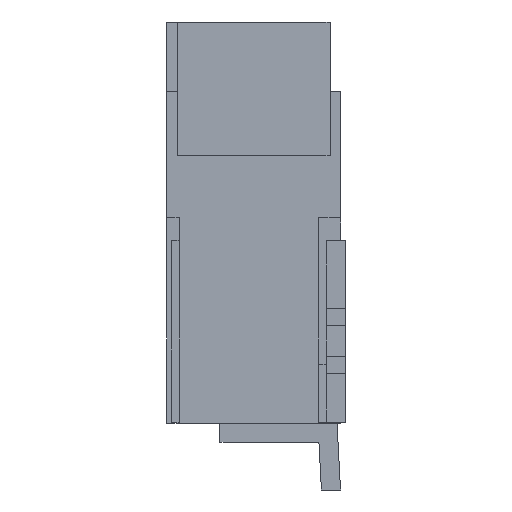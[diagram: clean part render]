
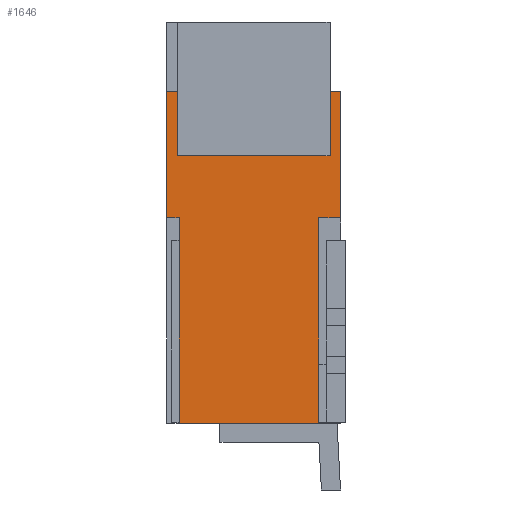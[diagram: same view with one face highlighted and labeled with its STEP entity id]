
A CAD part, left-side view. The second image highlights one B-rep face of the part: STEP entity #1646.
In plain terms, the highlighted planar face has unit normal (-1, 0, 0).
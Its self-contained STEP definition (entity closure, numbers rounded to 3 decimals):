
#251 = ORIENTED_EDGE ( 'NONE', *, *, #10974, .T. ) ;
#334 = EDGE_CURVE ( 'NONE', #1313, #11239, #7160, .T. ) ;
#664 = EDGE_CURVE ( 'NONE', #15243, #16045, #15509, .T. ) ;
#1088 = LINE ( 'NONE', #11452, #1298 ) ;
#1298 = VECTOR ( 'NONE', #7622, 1000. ) ;
#1313 = VERTEX_POINT ( 'NONE', #10162 ) ;
#1320 = CARTESIAN_POINT ( 'NONE',  ( 0., 1.82, -0.73 ) ) ;
#1646 = ADVANCED_FACE ( 'NONE', ( #11604 ), #13974, .F. ) ;
#1747 = DIRECTION ( 'NONE',  ( 0., 1., 0. ) ) ;
#1822 = CARTESIAN_POINT ( 'NONE',  ( 0., 1.82, -2.05 ) ) ;
#2141 = EDGE_LOOP ( 'NONE', ( #16328, #16016, #6641, #251, #9227, #15923, #3828, #16589 ) ) ;
#2419 = DIRECTION ( 'NONE',  ( 0., 1., 0. ) ) ;
#3019 = LINE ( 'NONE', #1822, #15324 ) ;
#3275 = VERTEX_POINT ( 'NONE', #12671 ) ;
#3626 = VECTOR ( 'NONE', #11965, 1000. ) ;
#3828 = ORIENTED_EDGE ( 'NONE', *, *, #12007, .F. ) ;
#3867 = DIRECTION ( 'NONE',  ( 0., 0., -1. ) ) ;
#4324 = VECTOR ( 'NONE', #3867, 1000. ) ;
#4487 = EDGE_CURVE ( 'NONE', #4729, #3275, #7741, .T. ) ;
#4570 = VECTOR ( 'NONE', #6469, 1000. ) ;
#4729 = VERTEX_POINT ( 'NONE', #4753 ) ;
#4753 = CARTESIAN_POINT ( 'NONE',  ( 0., 0., -2.05 ) ) ;
#4866 = AXIS2_PLACEMENT_3D ( 'NONE', #12534, #14234, #2419 ) ;
#5107 = LINE ( 'NONE', #14294, #4570 ) ;
#5421 = EDGE_CURVE ( 'NONE', #1313, #15096, #8882, .T. ) ;
#6142 = EDGE_CURVE ( 'NONE', #4729, #15096, #6606, .T. ) ;
#6426 = DIRECTION ( 'NONE',  ( 0., 0., 1. ) ) ;
#6469 = DIRECTION ( 'NONE',  ( 0., 0., 1. ) ) ;
#6536 = VERTEX_POINT ( 'NONE', #10660 ) ;
#6606 = LINE ( 'NONE', #13236, #3626 ) ;
#6641 = ORIENTED_EDGE ( 'NONE', *, *, #4487, .T. ) ;
#6956 = CARTESIAN_POINT ( 'NONE',  ( 0., 0.23, -2.05 ) ) ;
#7160 = LINE ( 'NONE', #8193, #15145 ) ;
#7622 = DIRECTION ( 'NONE',  ( 0., 1., 0. ) ) ;
#7741 = LINE ( 'NONE', #11399, #11772 ) ;
#8193 = CARTESIAN_POINT ( 'NONE',  ( 0., 0.23, -4.2 ) ) ;
#8859 = CARTESIAN_POINT ( 'NONE',  ( 0., 1.82, -2.05 ) ) ;
#8882 = LINE ( 'NONE', #15174, #13151 ) ;
#9227 = ORIENTED_EDGE ( 'NONE', *, *, #664, .T. ) ;
#10162 = CARTESIAN_POINT ( 'NONE',  ( 0., 0.23, -4.2 ) ) ;
#10660 = CARTESIAN_POINT ( 'NONE',  ( 0., 1.69, -2.05 ) ) ;
#10974 = EDGE_CURVE ( 'NONE', #3275, #15243, #1088, .T. ) ;
#11239 = VERTEX_POINT ( 'NONE', #16450 ) ;
#11399 = CARTESIAN_POINT ( 'NONE',  ( 0., 0., -2.05 ) ) ;
#11452 = CARTESIAN_POINT ( 'NONE',  ( 0., 0., -0.73 ) ) ;
#11604 = FACE_OUTER_BOUND ( 'NONE', #2141, .T. ) ;
#11772 = VECTOR ( 'NONE', #16677, 1000. ) ;
#11965 = DIRECTION ( 'NONE',  ( 0., 1., 0. ) ) ;
#12007 = EDGE_CURVE ( 'NONE', #11239, #6536, #5107, .T. ) ;
#12273 = DIRECTION ( 'NONE',  ( 0., -1., 0. ) ) ;
#12534 = CARTESIAN_POINT ( 'NONE',  ( 0., 0.91, -2.465 ) ) ;
#12671 = CARTESIAN_POINT ( 'NONE',  ( 0., 0., -0.73 ) ) ;
#13151 = VECTOR ( 'NONE', #6426, 1000. ) ;
#13236 = CARTESIAN_POINT ( 'NONE',  ( 0., 0., -2.05 ) ) ;
#13974 = PLANE ( 'NONE',  #4866 ) ;
#14234 = DIRECTION ( 'NONE',  ( 1., 0., 0. ) ) ;
#14294 = CARTESIAN_POINT ( 'NONE',  ( 0., 1.69, -4.2 ) ) ;
#15096 = VERTEX_POINT ( 'NONE', #6956 ) ;
#15145 = VECTOR ( 'NONE', #1747, 1000. ) ;
#15174 = CARTESIAN_POINT ( 'NONE',  ( 0., 0.23, -4.2 ) ) ;
#15243 = VERTEX_POINT ( 'NONE', #15282 ) ;
#15282 = CARTESIAN_POINT ( 'NONE',  ( 0., 1.82, -0.73 ) ) ;
#15324 = VECTOR ( 'NONE', #12273, 1000. ) ;
#15509 = LINE ( 'NONE', #1320, #4324 ) ;
#15923 = ORIENTED_EDGE ( 'NONE', *, *, #15931, .T. ) ;
#15931 = EDGE_CURVE ( 'NONE', #16045, #6536, #3019, .T. ) ;
#16016 = ORIENTED_EDGE ( 'NONE', *, *, #6142, .F. ) ;
#16045 = VERTEX_POINT ( 'NONE', #8859 ) ;
#16328 = ORIENTED_EDGE ( 'NONE', *, *, #5421, .T. ) ;
#16450 = CARTESIAN_POINT ( 'NONE',  ( 0., 1.69, -4.2 ) ) ;
#16589 = ORIENTED_EDGE ( 'NONE', *, *, #334, .F. ) ;
#16677 = DIRECTION ( 'NONE',  ( 0., 0., 1. ) ) ;
